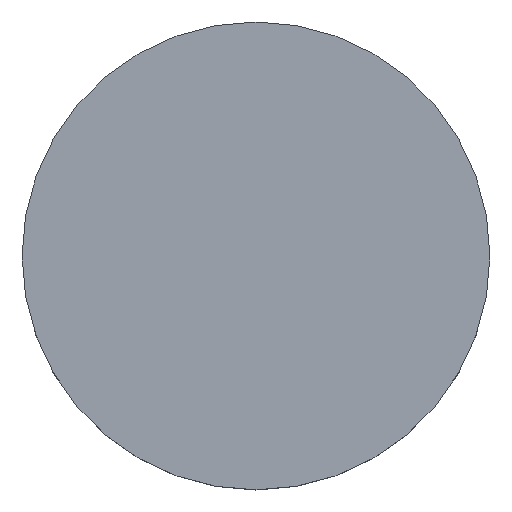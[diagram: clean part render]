
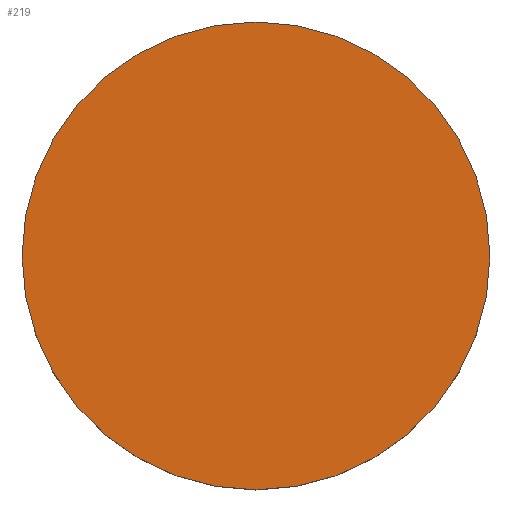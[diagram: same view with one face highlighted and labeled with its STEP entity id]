
A CAD part, top view. The second image highlights one B-rep face of the part: STEP entity #219.
In plain terms, the highlighted planar face has unit normal (0, 0, 1).
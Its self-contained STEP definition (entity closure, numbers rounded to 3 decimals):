
#93 = DIRECTION ( 'NONE',  ( 1., 0., 0. ) ) ;
#94 = DIRECTION ( 'NONE',  ( 0., 0., 1. ) ) ;
#95 = CARTESIAN_POINT ( 'NONE',  ( 0., 0., 31.661 ) ) ;
#116 = AXIS2_PLACEMENT_3D ( 'NONE', #95, #94, #93 ) ;
#123 = AXIS2_PLACEMENT_3D ( 'NONE', #416, #453, #450 ) ;
#149 = ORIENTED_EDGE ( 'NONE', *, *, #478, .T. ) ;
#184 = AXIS2_PLACEMENT_3D ( 'NONE', #250, #247, #239 ) ;
#195 = VERTEX_POINT ( 'NONE', #496 ) ;
#205 = VERTEX_POINT ( 'NONE', #498 ) ;
#219 = ADVANCED_FACE ( 'NONE', ( #305 ), #497, .T. ) ;
#231 = CIRCLE ( 'NONE', #184, 2.4 ) ;
#239 = DIRECTION ( 'NONE',  ( 1., 0., 0. ) ) ;
#240 = EDGE_LOOP ( 'NONE', ( #417, #149 ) ) ;
#247 = DIRECTION ( 'NONE',  ( 0., 0., 1. ) ) ;
#250 = CARTESIAN_POINT ( 'NONE',  ( 0., 0., 31.661 ) ) ;
#305 = FACE_OUTER_BOUND ( 'NONE', #240, .T. ) ;
#350 = EDGE_CURVE ( 'NONE', #195, #205, #231, .T. ) ;
#393 = CIRCLE ( 'NONE', #116, 2.4 ) ;
#416 = CARTESIAN_POINT ( 'NONE',  ( 0., 0., 31.661 ) ) ;
#417 = ORIENTED_EDGE ( 'NONE', *, *, #350, .T. ) ;
#450 = DIRECTION ( 'NONE',  ( 1., 0., 0. ) ) ;
#453 = DIRECTION ( 'NONE',  ( 0., 0., 1. ) ) ;
#478 = EDGE_CURVE ( 'NONE', #205, #195, #393, .T. ) ;
#496 = CARTESIAN_POINT ( 'NONE',  ( -2.4, 0., 31.661 ) ) ;
#497 = PLANE ( 'NONE',  #123 ) ;
#498 = CARTESIAN_POINT ( 'NONE',  ( 2.4, 0., 31.661 ) ) ;
